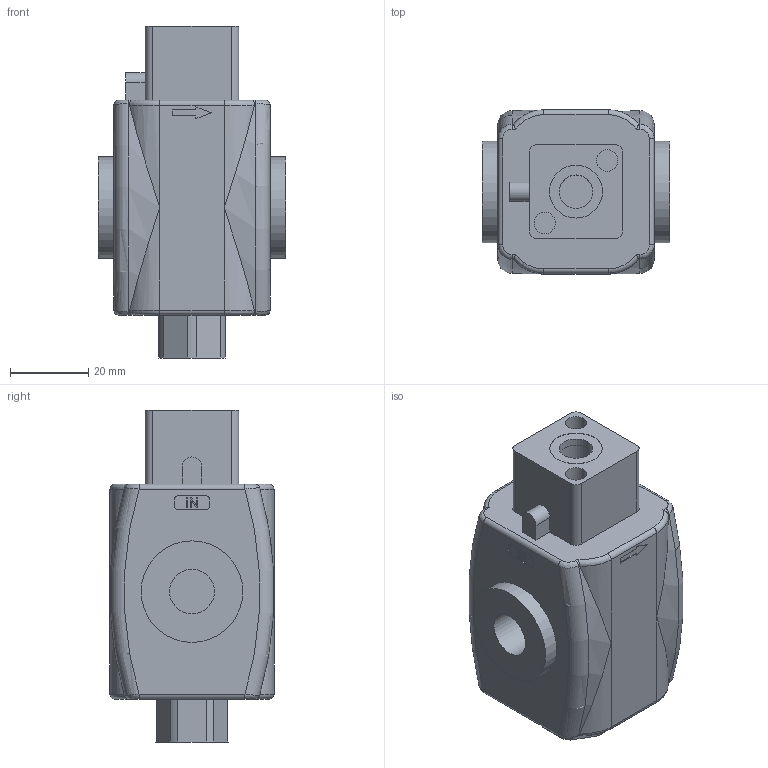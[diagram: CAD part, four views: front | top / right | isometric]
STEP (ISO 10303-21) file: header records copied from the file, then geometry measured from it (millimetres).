
FILE_DESCRIPTION(/* description */ ('Unknown'),/* implementation_level */ '2;1');
FILE_NAME(/* name */ 'N171BVP',/* time_stamp */ '2018-09-21T08:07:10-04:00',/* author */ ('Unknown'),/* organization */ ('Unknown'),/* preprocessor_version */ 'ST-DEVELOPER v16.7',/* originating_system */ 'DEX',/* authorisation */ $);
FILE_SCHEMA (('AUTOMOTIVE_DESIGN {1 0 10303 214 3 1 1}'));
Length unit declared in the file: millimetre
Products named in the file (1): #171BVE
Bounding box: 48 x 42 x 85 mm (x, y, z)
Volume: 103328 mm3; surface area: 16223.4 mm2
Topology: 1 solids, 1 shells, 179 faces, 440 edges, 284 vertices
Faces by surface type: plane 90, cylinder 57, bspline 20, torus 12
Full cylindrical faces by diameter (mm): 5.5 x2, 8.566 x2, 11.445 x3, 13.524 x1, 26 x2
Entity records: 6961 total; most frequent: CARTESIAN_POINT 1635, ORIENTED_EDGE 858, DIRECTION 758, EDGE_CURVE 429, VERTEX_POINT 283, LINE 260, VECTOR 260, AXIS2_PLACEMENT_3D 249
